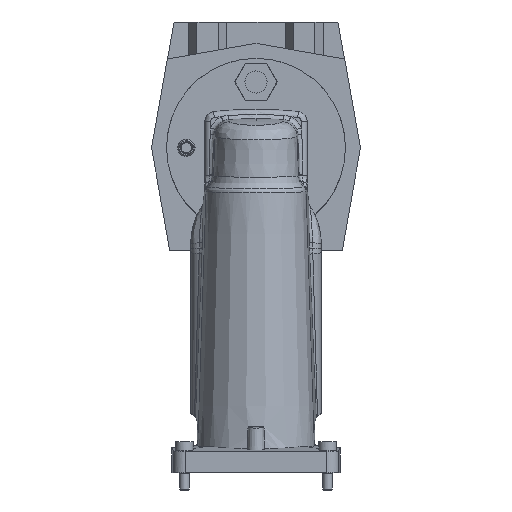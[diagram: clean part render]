
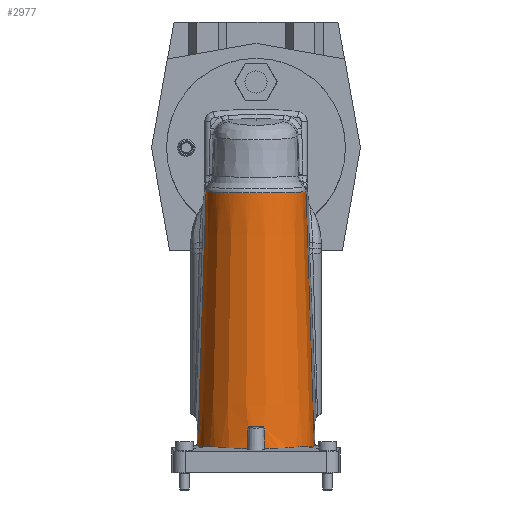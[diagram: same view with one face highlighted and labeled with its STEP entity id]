
A CAD part, front view. The second image highlights one B-rep face of the part: STEP entity #2977.
In plain terms, the highlighted conical face has half-angle 1.86 degrees and reference radius 30.25 mm.
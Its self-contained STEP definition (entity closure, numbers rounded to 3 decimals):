
#2404=(
BOUNDED_CURVE()
B_SPLINE_CURVE(1,(#13745,#13746,#13747),.UNSPECIFIED.,.F.,.F.)
B_SPLINE_CURVE_WITH_KNOTS((2,1,2),(0.,0.568,1.),
 .UNSPECIFIED.)
CURVE()
GEOMETRIC_REPRESENTATION_ITEM()
RATIONAL_B_SPLINE_CURVE((1.045,1.045,1.045))
REPRESENTATION_ITEM('')
);
#2406=CONICAL_SURFACE('',#9813,30.25,1.86);
#2883=ELLIPSE('',#9744,5281.652,67.868);
#2884=ELLIPSE('',#9746,5281.652,67.868);
#2898=ELLIPSE('',#9779,30.178,30.03);
#2900=ELLIPSE('',#9781,30.178,30.03);
#2905=ELLIPSE('',#9793,30.134,30.001);
#2907=ELLIPSE('',#9796,30.134,30.001);
#2914=ELLIPSE('',#9812,29.788,29.674);
#2977=ADVANCED_FACE('',(#3620),#2406,.T.);
#3620=FACE_OUTER_BOUND('',#3949,.T.);
#3949=EDGE_LOOP('',(#4661,#4662,#4663,#4664,#4665,#4666,#4667,#4668,#4669,
#4670));
#4661=ORIENTED_EDGE('',*,*,#7065,.F.);
#4662=ORIENTED_EDGE('',*,*,#7044,.F.);
#4663=ORIENTED_EDGE('',*,*,#6972,.F.);
#4664=ORIENTED_EDGE('',*,*,#7100,.F.);
#4665=ORIENTED_EDGE('',*,*,#6970,.F.);
#4666=ORIENTED_EDGE('',*,*,#7042,.F.);
#4667=ORIENTED_EDGE('',*,*,#7063,.F.);
#4668=ORIENTED_EDGE('',*,*,#6992,.T.);
#4669=ORIENTED_EDGE('',*,*,#7101,.T.);
#4670=ORIENTED_EDGE('',*,*,#7095,.F.);
#6323=VERTEX_POINT('',#13269);
#6324=VERTEX_POINT('',#13271);
#6325=VERTEX_POINT('',#13275);
#6326=VERTEX_POINT('',#13276);
#6344=VERTEX_POINT('',#13327);
#6345=VERTEX_POINT('',#13329);
#6376=VERTEX_POINT('',#13478);
#6377=VERTEX_POINT('',#13482);
#6388=VERTEX_POINT('',#13580);
#6407=VERTEX_POINT('',#13748);
#6970=EDGE_CURVE('',#6323,#6324,#2883,.T.);
#6972=EDGE_CURVE('',#6325,#6326,#2884,.T.);
#6992=EDGE_CURVE('',#6345,#6344,#7903,.T.);
#7042=EDGE_CURVE('',#6376,#6323,#2898,.T.);
#7044=EDGE_CURVE('',#6326,#6377,#2900,.T.);
#7063=EDGE_CURVE('',#6345,#6376,#2905,.T.);
#7065=EDGE_CURVE('',#6377,#6388,#2907,.T.);
#7095=EDGE_CURVE('',#6388,#6407,#2404,.T.);
#7100=EDGE_CURVE('',#6324,#6325,#2914,.T.);
#7101=EDGE_CURVE('',#6344,#6407,#9624,.T.);
#7903=LINE('',#13328,#8483);
#8483=VECTOR('',#10395,1.);
#9624=B_SPLINE_CURVE_WITH_KNOTS('',3,(#13761,#13762,#13763,#13764,#13765,
#13766,#13767,#13768,#13769,#13770,#13771,#13772,#13773,#13774),
 .UNSPECIFIED.,.F.,.F.,(4,2,2,2,2,2,4),(0.,0.125,0.25,0.375,0.5,0.75,1.),
 .UNSPECIFIED.);
#9744=AXIS2_PLACEMENT_3D('',#13270,#10365,#10366);
#9746=AXIS2_PLACEMENT_3D('',#13274,#10370,#10371);
#9779=AXIS2_PLACEMENT_3D('',#13479,#10480,#10481);
#9781=AXIS2_PLACEMENT_3D('',#13481,#10484,#10485);
#9793=AXIS2_PLACEMENT_3D('',#13576,#10512,#10513);
#9796=AXIS2_PLACEMENT_3D('',#13579,#10518,#10519);
#9812=AXIS2_PLACEMENT_3D('',#13760,#10557,#10558);
#9813=AXIS2_PLACEMENT_3D('',#13775,#10559,#10560);
#10365=DIRECTION('',(-0.999,0.035,-0.035));
#10366=DIRECTION('',(0.035,-0.001,-0.999));
#10370=DIRECTION('',(0.999,0.035,-0.035));
#10371=DIRECTION('',(-0.035,-0.001,-0.999));
#10395=DIRECTION('',(-0.032,0.001,0.999));
#10480=DIRECTION('',(0.,0.099,-0.995));
#10481=DIRECTION('',(0.,-0.995,-0.099));
#10484=DIRECTION('',(0.,0.099,-0.995));
#10485=DIRECTION('',(0.,-0.995,-0.099));
#10512=DIRECTION('',(-0.087,0.035,-0.996));
#10513=DIRECTION('',(0.924,-0.37,-0.094));
#10518=DIRECTION('',(0.087,0.035,-0.996));
#10519=DIRECTION('',(-0.924,-0.37,-0.094));
#10557=DIRECTION('',(0.,0.087,-0.996));
#10558=DIRECTION('',(0.,-0.996,-0.087));
#10559=DIRECTION('',(0.,0.,-1.));
#10560=DIRECTION('',(-1.,0.,0.));
#13269=CARTESIAN_POINT('',(4.488,-29.79,12.313));
#13270=CARTESIAN_POINT('',(171.273,-5.985,-4737.072));
#13271=CARTESIAN_POINT('',(4.103,-29.474,23.658));
#13274=CARTESIAN_POINT('',(-171.273,-5.985,-4737.072));
#13275=CARTESIAN_POINT('',(-4.103,-29.474,23.658));
#13276=CARTESIAN_POINT('',(-4.488,-29.79,12.313));
#13327=CARTESIAN_POINT('',(25.793,-0.901,145.294));
#13328=CARTESIAN_POINT('',(28.536,-0.997,60.75));
#13329=CARTESIAN_POINT('',(30.069,-1.05,13.518));
#13478=CARTESIAN_POINT('',(23.88,-18.306,13.454));
#13479=CARTESIAN_POINT('',(0.,-0.097,15.264));
#13481=CARTESIAN_POINT('',(0.,-0.097,15.264));
#13482=CARTESIAN_POINT('',(-23.88,-18.306,13.454));
#13576=CARTESIAN_POINT('',(0.085,-0.034,16.176));
#13579=CARTESIAN_POINT('',(-0.085,-0.034,16.176));
#13580=CARTESIAN_POINT('',(-30.069,-1.05,13.518));
#13745=CARTESIAN_POINT('',(-30.232,-1.056,8.5));
#13746=CARTESIAN_POINT('',(-26.841,-0.937,113.));
#13747=CARTESIAN_POINT('',(-24.259,-0.847,192.556));
#13748=CARTESIAN_POINT('',(-25.793,-0.901,145.294));
#13760=CARTESIAN_POINT('',(0.,-0.084,26.23));
#13761=CARTESIAN_POINT('',(25.793,-0.901,145.294));
#13762=CARTESIAN_POINT('',(25.68,-4.233,145.191));
#13763=CARTESIAN_POINT('',(24.913,-7.523,145.089));
#13764=CARTESIAN_POINT('',(22.238,-13.529,144.904));
#13765=CARTESIAN_POINT('',(20.296,-16.303,144.818));
#13766=CARTESIAN_POINT('',(15.565,-20.872,144.677));
#13767=CARTESIAN_POINT('',(12.732,-22.715,144.62));
#13768=CARTESIAN_POINT('',(6.619,-25.187,144.544));
#13769=CARTESIAN_POINT('',(3.319,-25.833,144.524));
#13770=CARTESIAN_POINT('',(-6.618,-25.835,144.524));
#13771=CARTESIAN_POINT('',(-13.171,-23.187,144.606));
#13772=CARTESIAN_POINT('',(-22.697,-13.981,144.89));
#13773=CARTESIAN_POINT('',(-25.567,-7.564,145.088));
#13774=CARTESIAN_POINT('',(-25.793,-0.901,145.294));
#13775=CARTESIAN_POINT('',(0.,0.,8.5));
